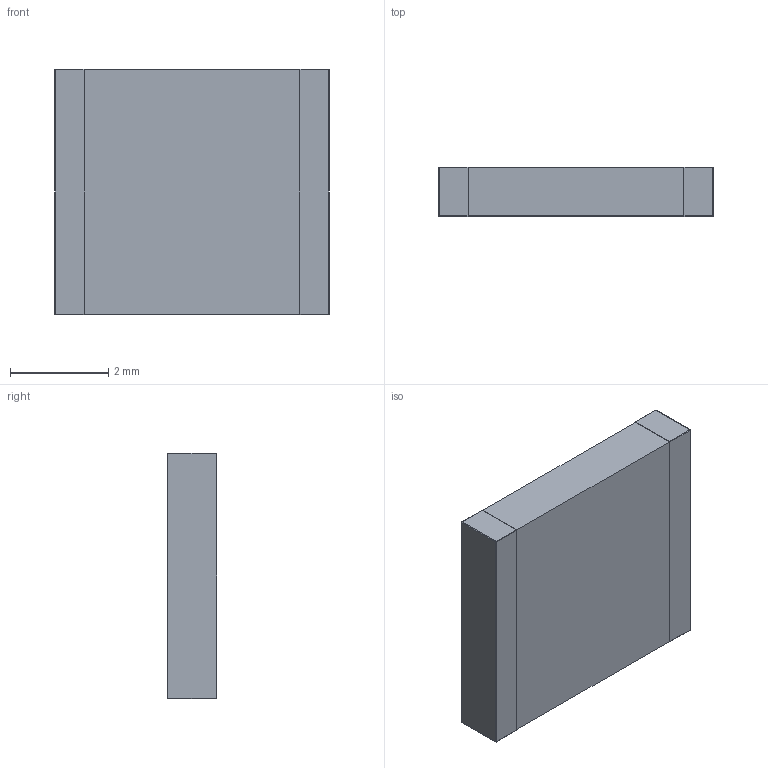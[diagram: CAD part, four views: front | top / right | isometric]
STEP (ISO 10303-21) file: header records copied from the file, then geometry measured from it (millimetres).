
FILE_DESCRIPTION (( 'STEP AP214' ), '1' );
FILE_NAME ('C2220.STEP', '2019-05-09T16:45:48', ( '' ), ( '' ), 'SwSTEP 2.0', 'SolidWorks 2018', '' );
FILE_SCHEMA (( 'AUTOMOTIVE_DESIGN' ));
Length unit declared in the file: millimetre
Products named in the file (1): C2220
Bounding box: 5.6 x 1 x 5 mm (x, y, z)
Volume: 27.5 mm3; surface area: 77 mm2
Topology: 1 solids, 1 shells, 105 faces, 269 edges, 166 vertices
Faces by surface type: plane 45, bspline 36, cylinder 16, sphere 8
Entity records: 5779 total; most frequent: CARTESIAN_POINT 2969, ORIENTED_EDGE 522, DIRECTION 361, EDGE_CURVE 261, VERTEX_POINT 166, VECTOR 157, LINE 157, EDGE_LOOP 113
